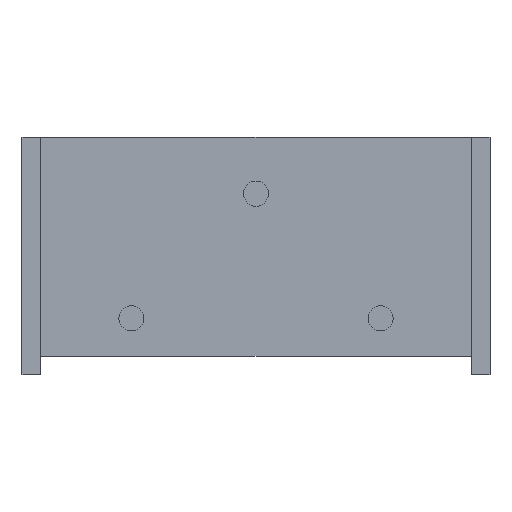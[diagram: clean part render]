
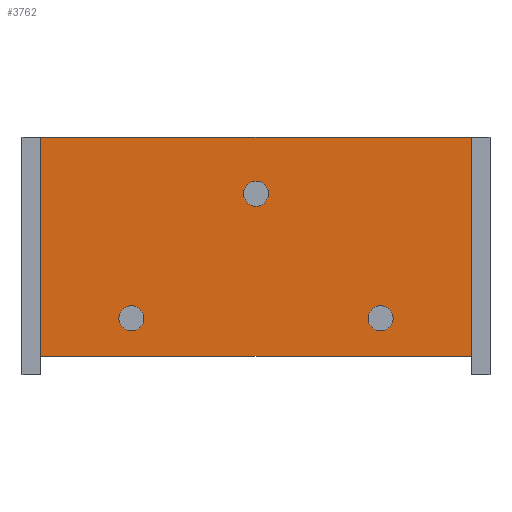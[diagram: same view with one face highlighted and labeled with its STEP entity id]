
A CAD part, front view. The second image highlights one B-rep face of the part: STEP entity #3762.
In plain terms, the highlighted planar face has unit normal (0, -1, 0).
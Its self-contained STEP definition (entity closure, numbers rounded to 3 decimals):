
#91=PLANE('',#3844);
#296=FACE_OUTER_BOUND('',#515,.T.);
#515=EDGE_LOOP('',(#3347,#3348,#3349,#3350));
#730=LINE('',#7774,#989);
#762=LINE('',#7848,#1021);
#779=LINE('',#7877,#1038);
#781=LINE('',#7880,#1040);
#989=VECTOR('',#4117,10.);
#1021=VECTOR('',#4175,10.);
#1038=VECTOR('',#4204,10.);
#1040=VECTOR('',#4208,10.);
#1674=VERTEX_POINT('',#7771);
#1675=VERTEX_POINT('',#7773);
#1703=VERTEX_POINT('',#7845);
#1704=VERTEX_POINT('',#7847);
#2214=EDGE_CURVE('',#1674,#1675,#730,.T.);
#2248=EDGE_CURVE('',#1704,#1703,#762,.T.);
#2265=EDGE_CURVE('',#1704,#1674,#779,.T.);
#2267=EDGE_CURVE('',#1675,#1703,#781,.T.);
#3347=ORIENTED_EDGE('',*,*,#2248,.T.);
#3348=ORIENTED_EDGE('',*,*,#2267,.F.);
#3349=ORIENTED_EDGE('',*,*,#2214,.F.);
#3350=ORIENTED_EDGE('',*,*,#2265,.F.);
#3762=ADVANCED_FACE('',(#296),#91,.F.);
#3844=AXIS2_PLACEMENT_3D('',#7881,#4209,#4210);
#4117=DIRECTION('',(1.,0.,0.));
#4175=DIRECTION('',(1.,0.,0.));
#4204=DIRECTION('',(0.,0.,1.));
#4208=DIRECTION('',(0.,0.,-1.));
#4209=DIRECTION('center_axis',(0.,1.,0.));
#4210=DIRECTION('ref_axis',(0.,0.,1.));
#7771=CARTESIAN_POINT('',(-4.39,0.38,2.42));
#7773=CARTESIAN_POINT('',(4.39,0.38,2.42));
#7774=CARTESIAN_POINT('',(-2.385,0.38,2.42));
#7845=CARTESIAN_POINT('',(4.39,0.38,-2.04));
#7847=CARTESIAN_POINT('',(-4.39,0.38,-2.04));
#7848=CARTESIAN_POINT('',(0.,0.38,-2.04));
#7877=CARTESIAN_POINT('',(-4.39,0.38,2.42));
#7880=CARTESIAN_POINT('',(4.39,0.38,-2.42));
#7881=CARTESIAN_POINT('Origin',(0.,0.38,0.));
